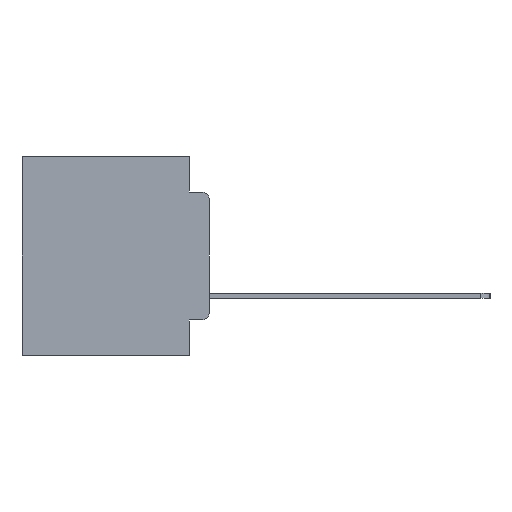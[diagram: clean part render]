
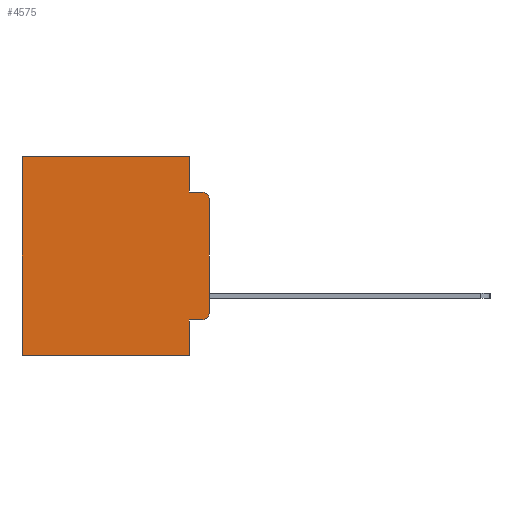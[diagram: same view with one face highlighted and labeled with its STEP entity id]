
A CAD part, left-side view. The second image highlights one B-rep face of the part: STEP entity #4575.
In plain terms, the highlighted planar face has unit normal (-1, 0, 0).
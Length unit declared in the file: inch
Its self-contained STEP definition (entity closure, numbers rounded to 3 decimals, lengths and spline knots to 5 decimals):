
#24 = LINE ( 'NONE', #13055, #5090 ) ;
#294 = CARTESIAN_POINT ( 'NONE',  ( 0.298, 0.02, -0.4115 ) ) ;
#1928 = CIRCLE ( 'NONE', #14198, 0.02 ) ;
#2107 = DIRECTION ( 'NONE',  ( 0., 0., -1. ) ) ;
#2607 = DIRECTION ( 'NONE',  ( 0., 0., -1. ) ) ;
#2725 = EDGE_CURVE ( 'NONE', #12399, #24897, #10649, .T. ) ;
#2852 = ORIENTED_EDGE ( 'NONE', *, *, #15541, .T. ) ;
#3097 = VERTEX_POINT ( 'NONE', #9754 ) ;
#3205 = ORIENTED_EDGE ( 'NONE', *, *, #17315, .T. ) ;
#3459 = LINE ( 'NONE', #12731, #25891 ) ;
#3692 = CARTESIAN_POINT ( 'NONE',  ( 0.298, 0., -0.5 ) ) ;
#3878 = ORIENTED_EDGE ( 'NONE', *, *, #25188, .F. ) ;
#3921 = DIRECTION ( 'NONE',  ( 0., 0., -1. ) ) ;
#4575 = ADVANCED_FACE ( 'NONE', ( #15879 ), #20166, .F. ) ;
#4779 = VERTEX_POINT ( 'NONE', #18838 ) ;
#5090 = VECTOR ( 'NONE', #8771, 39.37008 ) ;
#5569 = EDGE_CURVE ( 'NONE', #8101, #12399, #23039, .T. ) ;
#5630 = CARTESIAN_POINT ( 'NONE',  ( 0.298, 0.051, -0.0885 ) ) ;
#6204 = VECTOR ( 'NONE', #24474, 39.37008 ) ;
#6229 = CARTESIAN_POINT ( 'NONE',  ( 0.298, 0., 0. ) ) ;
#6870 = ORIENTED_EDGE ( 'NONE', *, *, #12713, .F. ) ;
#7011 = EDGE_CURVE ( 'NONE', #8101, #4779, #3459, .T. ) ;
#7077 = LINE ( 'NONE', #5630, #24535 ) ;
#7112 = DIRECTION ( 'NONE',  ( -1., 0., 0. ) ) ;
#7486 = DIRECTION ( 'NONE',  ( -1., 0., 0. ) ) ;
#7945 = DIRECTION ( 'NONE',  ( 0., 1., 0. ) ) ;
#8101 = VERTEX_POINT ( 'NONE', #20558 ) ;
#8440 = EDGE_CURVE ( 'NONE', #26126, #11139, #22268, .T. ) ;
#8482 = CARTESIAN_POINT ( 'NONE',  ( 0.298, 0.473, -0.5 ) ) ;
#8555 = CARTESIAN_POINT ( 'NONE',  ( 0.298, 0., 0. ) ) ;
#8602 = VERTEX_POINT ( 'NONE', #13761 ) ;
#8771 = DIRECTION ( 'NONE',  ( 0., 1., 0. ) ) ;
#8971 = AXIS2_PLACEMENT_3D ( 'NONE', #16269, #7486, #3921 ) ;
#9562 = LINE ( 'NONE', #8555, #19520 ) ;
#9754 = CARTESIAN_POINT ( 'NONE',  ( 0.298, 0.051, -0.0885 ) ) ;
#10649 = CIRCLE ( 'NONE', #8971, 0.02 ) ;
#11139 = VERTEX_POINT ( 'NONE', #8482 ) ;
#11178 = ORIENTED_EDGE ( 'NONE', *, *, #11284, .F. ) ;
#11229 = CARTESIAN_POINT ( 'NONE',  ( 0.298, 0., -0.3915 ) ) ;
#11284 = EDGE_CURVE ( 'NONE', #8602, #3097, #22345, .T. ) ;
#11455 = CARTESIAN_POINT ( 'NONE',  ( 0.298, 0.473, 0. ) ) ;
#11517 = AXIS2_PLACEMENT_3D ( 'NONE', #6229, #18936, #16797 ) ;
#11527 = ORIENTED_EDGE ( 'NONE', *, *, #5569, .T. ) ;
#11872 = ORIENTED_EDGE ( 'NONE', *, *, #2725, .T. ) ;
#12184 = ORIENTED_EDGE ( 'NONE', *, *, #7011, .F. ) ;
#12399 = VERTEX_POINT ( 'NONE', #294 ) ;
#12713 = EDGE_CURVE ( 'NONE', #3097, #15014, #7077, .T. ) ;
#12731 = CARTESIAN_POINT ( 'NONE',  ( 0.298, 0.051, 0. ) ) ;
#13055 = CARTESIAN_POINT ( 'NONE',  ( 0.298, 0., 0. ) ) ;
#13216 = DIRECTION ( 'NONE',  ( 0., 0., -1. ) ) ;
#13761 = CARTESIAN_POINT ( 'NONE',  ( 0.298, 0.051, 0. ) ) ;
#14198 = AXIS2_PLACEMENT_3D ( 'NONE', #19762, #7112, #21866 ) ;
#15014 = VERTEX_POINT ( 'NONE', #21989 ) ;
#15541 = EDGE_CURVE ( 'NONE', #22227, #15014, #1928, .T. ) ;
#15879 = FACE_OUTER_BOUND ( 'NONE', #18416, .T. ) ;
#16269 = CARTESIAN_POINT ( 'NONE',  ( 0.298, 0.02, -0.3915 ) ) ;
#16688 = VECTOR ( 'NONE', #13216, 39.37008 ) ;
#16797 = DIRECTION ( 'NONE',  ( 0., 0., -1. ) ) ;
#17315 = EDGE_CURVE ( 'NONE', #8602, #26126, #24, .T. ) ;
#17438 = VECTOR ( 'NONE', #2607, 39.37008 ) ;
#17451 = CARTESIAN_POINT ( 'NONE',  ( 0.298, 0.051, 0. ) ) ;
#17855 = VECTOR ( 'NONE', #7945, 39.37008 ) ;
#18119 = ORIENTED_EDGE ( 'NONE', *, *, #8440, .T. ) ;
#18416 = EDGE_LOOP ( 'NONE', ( #20397, #2852, #6870, #11178, #3205, #18119, #3878, #12184, #11527, #11872 ) ) ;
#18838 = CARTESIAN_POINT ( 'NONE',  ( 0.298, 0.051, -0.5 ) ) ;
#18936 = DIRECTION ( 'NONE',  ( 1., 0., 0. ) ) ;
#18986 = CARTESIAN_POINT ( 'NONE',  ( 0.298, 0.051, -0.4115 ) ) ;
#19520 = VECTOR ( 'NONE', #25370, 39.37008 ) ;
#19762 = CARTESIAN_POINT ( 'NONE',  ( 0.298, 0.02, -0.1085 ) ) ;
#19765 = EDGE_CURVE ( 'NONE', #22227, #24897, #9562, .T. ) ;
#20166 = PLANE ( 'NONE',  #11517 ) ;
#20397 = ORIENTED_EDGE ( 'NONE', *, *, #19765, .F. ) ;
#20417 = DIRECTION ( 'NONE',  ( 0., -1., 0. ) ) ;
#20558 = CARTESIAN_POINT ( 'NONE',  ( 0.298, 0.051, -0.4115 ) ) ;
#21567 = CARTESIAN_POINT ( 'NONE',  ( 0.298, 0.473, 0. ) ) ;
#21866 = DIRECTION ( 'NONE',  ( 0., 0., -1. ) ) ;
#21989 = CARTESIAN_POINT ( 'NONE',  ( 0.298, 0.02, -0.0885 ) ) ;
#22227 = VERTEX_POINT ( 'NONE', #24555 ) ;
#22268 = LINE ( 'NONE', #21567, #16688 ) ;
#22345 = LINE ( 'NONE', #17451, #17438 ) ;
#23039 = LINE ( 'NONE', #18986, #6204 ) ;
#23421 = LINE ( 'NONE', #3692, #17855 ) ;
#24474 = DIRECTION ( 'NONE',  ( 0., -1., 0. ) ) ;
#24535 = VECTOR ( 'NONE', #20417, 39.37008 ) ;
#24555 = CARTESIAN_POINT ( 'NONE',  ( 0.298, 0., -0.1085 ) ) ;
#24897 = VERTEX_POINT ( 'NONE', #11229 ) ;
#25188 = EDGE_CURVE ( 'NONE', #4779, #11139, #23421, .T. ) ;
#25370 = DIRECTION ( 'NONE',  ( 0., 0., -1. ) ) ;
#25891 = VECTOR ( 'NONE', #2107, 39.37008 ) ;
#26126 = VERTEX_POINT ( 'NONE', #11455 ) ;
